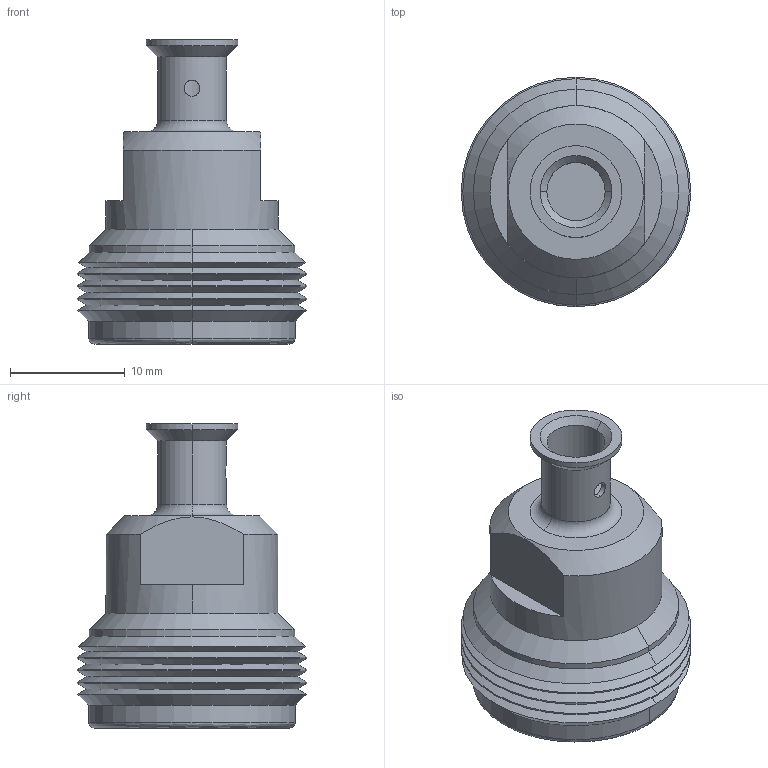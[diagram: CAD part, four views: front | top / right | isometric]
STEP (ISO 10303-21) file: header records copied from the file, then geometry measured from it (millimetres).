
FILE_DESCRIPTION (( 'STEP AP214' ), '1' );
FILE_NAME ('TC-402-4195F-LP-FM.STEP', '2021-03-22T14:38:02', ( '' ), ( '' ), 'SwSTEP 2.0', 'SolidWorks 2020', '' );
FILE_SCHEMA (( 'AUTOMOTIVE_DESIGN' ));
Length unit declared in the file: millimetre
Products named in the file (1): TC-402-4195F-LP-FM
Bounding box: 20 x 20 x 26.5 mm (x, y, z)
Volume: 3214.3 mm3; surface area: 2432.5 mm2
Topology: 1 solids, 1 shells, 99 faces, 234 edges, 141 vertices
Faces by surface type: cone 32, cylinder 28, plane 27, bspline 10, torus 2
Entity records: 3430 total; most frequent: CARTESIAN_POINT 1159, DIRECTION 478, ORIENTED_EDGE 464, EDGE_CURVE 232, AXIS2_PLACEMENT_3D 190, VERTEX_POINT 141, EDGE_LOOP 107, CIRCLE 100
